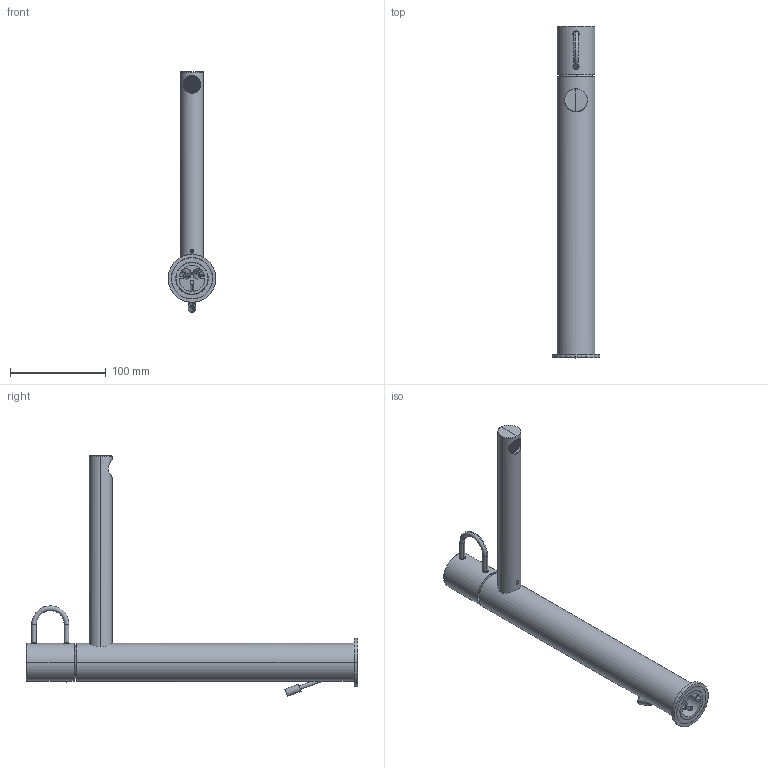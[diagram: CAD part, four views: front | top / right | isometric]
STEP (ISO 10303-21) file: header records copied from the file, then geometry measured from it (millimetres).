
FILE_DESCRIPTION((''),'2;1');
FILE_NAME('JK085CR','2021-02-02T13:27:12',('ut3'),('PAFFONI SpA'),'CREO PARAMETRIC BY PTC INC, 2020044','CREO PARAMETRIC BY PTC INC, 2020044','');
FILE_SCHEMA(('CONFIG_CONTROL_DESIGN','SHAPE_APPEARANCE_LAYERS_GROUPS'));
Length unit declared in the file: millimetre
Products named in the file (1): JK085CR
Bounding box: 50 x 346.84 x 251.38 mm (x, y, z)
Volume: 224492.3 mm3; surface area: 153899.2 mm2
Topology: 2 solids, 2 shells, 2936 faces, 7866 edges, 4988 vertices
Faces by surface type: plane 1937, cylinder 631, bspline 139, cone 136, torus 85, sphere 8
Entity records: 143477 total; most frequent: CARTESIAN_POINT 56312, ORIENTED_EDGE 15696, DIRECTION 11592, EDGE_CURVE 7848, VERTEX_POINT 4988, AXIS2_PLACEMENT_3D 3932, VECTOR 3728, LINE 3728
